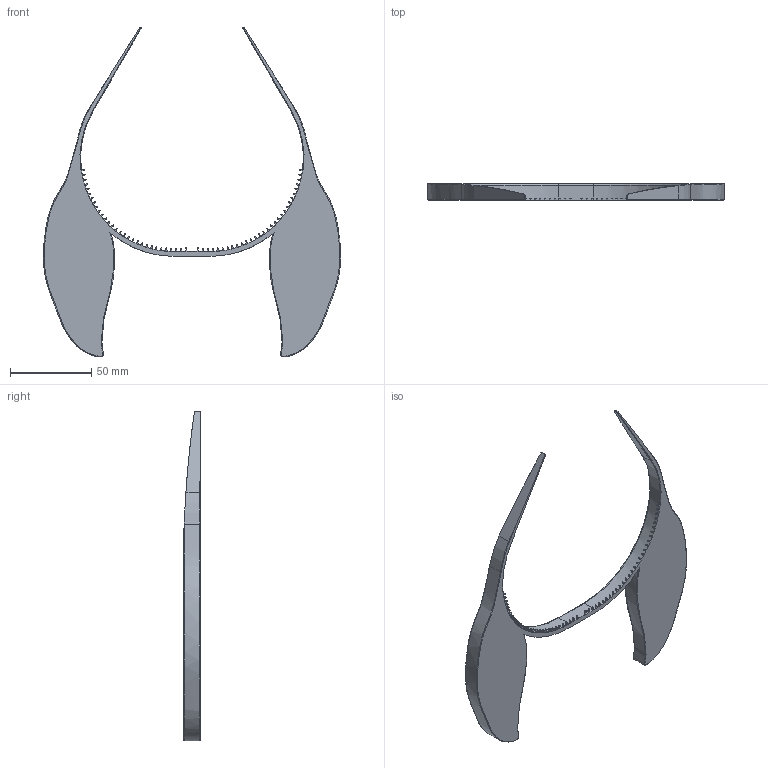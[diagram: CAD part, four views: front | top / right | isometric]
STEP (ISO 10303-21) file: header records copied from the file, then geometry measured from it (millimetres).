
FILE_DESCRIPTION(/* description */ (''),/* implementation_level */ '2;1');
FILE_NAME(/* name */ 'headband-v3.stp',/* time_stamp */ '2024-12-02T13:52:27Z',/* author */ ('iwheard'),/* organization */ (''),/* preprocessor_version */ 'ST-DEVELOPER v19',/* originating_system */ 'Autodesk Inventor 2023',/* authorisation */ '');
FILE_SCHEMA (('AUTOMOTIVE_DESIGN { 1 0 10303 214 3 1 1 }'));
Products named in the file (1): headband-v3
Bounding box: 182.62 x 10 x 202.8 mm (x, y, z)
Volume: 20591.1 mm3; surface area: 28317.9 mm2
Topology: 1 solids, 1 shells, 387 faces, 1119 edges, 672 vertices
Faces by surface type: bspline 282, plane 80, cylinder 15, cone 6, sphere 2, torus 2
Entity records: 39362 total; most frequent: CARTESIAN_POINT 31385, ORIENTED_EDGE 2110, EDGE_CURVE 1055, DIRECTION 967, VERTEX_POINT 672, B_SPLINE_CURVE_WITH_KNOTS 582, EDGE_LOOP 389, AXIS2_PLACEMENT_3D 388
